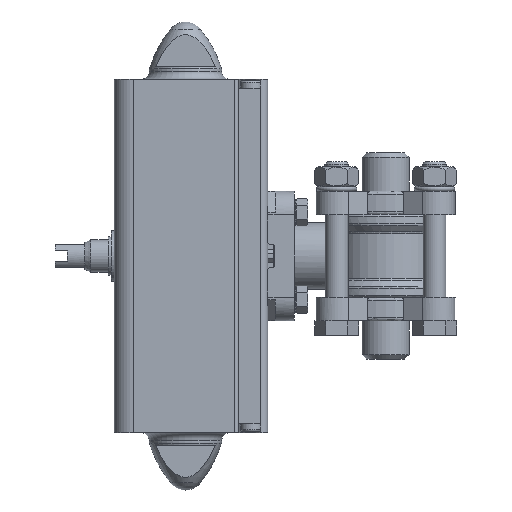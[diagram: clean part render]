
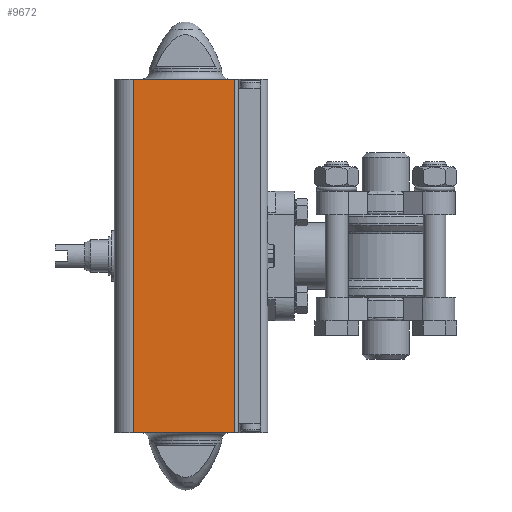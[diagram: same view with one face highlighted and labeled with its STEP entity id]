
A CAD part, left-side view. The second image highlights one B-rep face of the part: STEP entity #9672.
In plain terms, the highlighted planar face has unit normal (-1, 0, 0).
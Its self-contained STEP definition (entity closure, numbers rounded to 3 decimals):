
#2663=ORIENTED_EDGE('',*,*,#4454,.T.);
#2664=ORIENTED_EDGE('',*,*,#4455,.F.);
#2665=ORIENTED_EDGE('',*,*,#4456,.F.);
#2666=ORIENTED_EDGE('',*,*,#4457,.T.);
#4454=EDGE_CURVE('',#5499,#5500,#6266,.T.);
#4455=EDGE_CURVE('',#5501,#5500,#6267,.T.);
#4456=EDGE_CURVE('',#5502,#5501,#6268,.T.);
#4457=EDGE_CURVE('',#5502,#5499,#6269,.T.);
#5499=VERTEX_POINT('',#16420);
#5500=VERTEX_POINT('',#16421);
#5501=VERTEX_POINT('',#16423);
#5502=VERTEX_POINT('',#16425);
#6266=LINE('',#16419,#7009);
#6267=LINE('',#16422,#7010);
#6268=LINE('',#16424,#7011);
#6269=LINE('',#16426,#7012);
#7009=VECTOR('',#12847,1000.);
#7010=VECTOR('',#12848,1000.);
#7011=VECTOR('',#12849,1000.);
#7012=VECTOR('',#12850,1000.);
#7788=EDGE_LOOP('',(#2663,#2664,#2665,#2666));
#8611=FACE_BOUND('',#7788,.T.);
#9169=PLANE('',#10658);
#9672=ADVANCED_FACE('',(#8611),#9169,.F.);
#10658=AXIS2_PLACEMENT_3D('',#16418,#12845,#12846);
#12845=DIRECTION('',(1.,0.,0.));
#12846=DIRECTION('',(0.,0.,-1.));
#12847=DIRECTION('',(0.,-1.,0.));
#12848=DIRECTION('',(0.,0.,-1.));
#12849=DIRECTION('',(0.,-1.,0.));
#12850=DIRECTION('',(0.,0.,-1.));
#16418=CARTESIAN_POINT('',(-24.2,17.7,60.));
#16419=CARTESIAN_POINT('',(-24.2,17.7,-60.));
#16420=CARTESIAN_POINT('',(-24.2,17.7,-60.));
#16421=CARTESIAN_POINT('',(-24.2,-16.8,-60.));
#16422=CARTESIAN_POINT('',(-24.2,-16.8,60.));
#16423=CARTESIAN_POINT('',(-24.2,-16.8,60.));
#16424=CARTESIAN_POINT('',(-24.2,17.7,60.));
#16425=CARTESIAN_POINT('',(-24.2,17.7,60.));
#16426=CARTESIAN_POINT('',(-24.2,17.7,60.));
